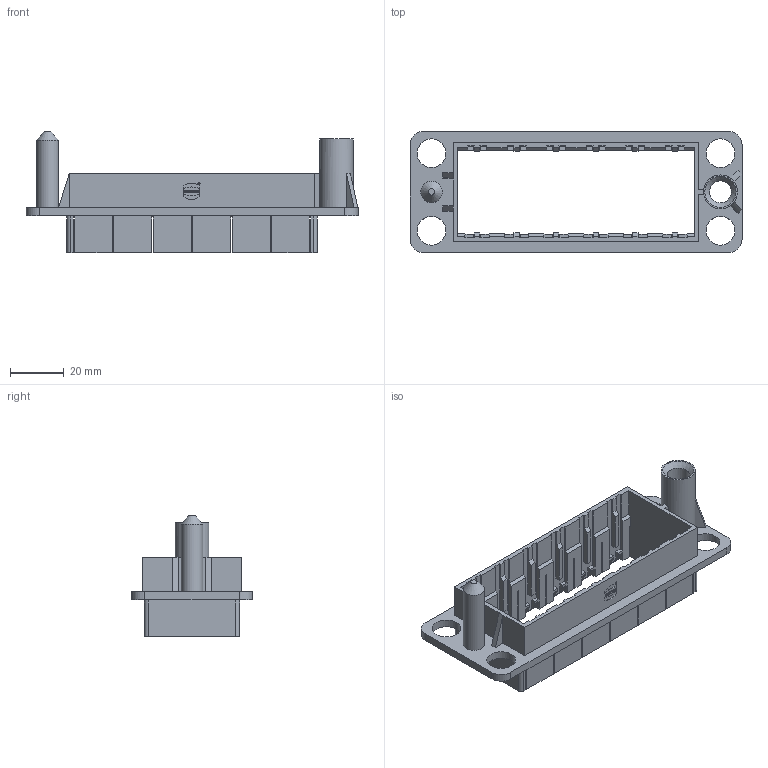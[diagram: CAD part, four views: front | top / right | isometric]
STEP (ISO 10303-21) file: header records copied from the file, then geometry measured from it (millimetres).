
FILE_DESCRIPTION(/* description */ (''),/* implementation_level */ '2;1');
FILE_NAME(/* name */ '100187454ugm000_c.stp',/* time_stamp */ '2019-12-11T14:16:27+01:00',/* author */ (''),/* organization */ (''),/* preprocessor_version */ 'ST-DEVELOPER v16.7',/* originating_system */ 'SIEMENS PLM Software NX 12.0',/* authorisation */ '');
FILE_SCHEMA (('AUTOMOTIVE_DESIGN { 1 0 10303 214 3 1 1 1 }'));
Length unit declared in the file: millimetre
Products named in the file (1): 100187454ugm000_c
Bounding box: 123.4 x 45 x 45.2 mm (x, y, z)
Volume: 21646.7 mm3; surface area: 24620.2 mm2
Topology: 1 solids, 1 shells, 450 faces, 1280 edges, 851 vertices
Faces by surface type: plane 409, cylinder 35, cone 4, extrusion 2
Full cylindrical faces by diameter (mm): 0.683 x1, 0.807 x1, 8 x1, 8.2 x1, 10.7 x4, 12.6 x1
Entity records: 17680 total; most frequent: CARTESIAN_POINT 2743, ORIENTED_EDGE 2532, DIRECTION 2235, EDGE_CURVE 1266, VECTOR 1179, LINE 1177, VERTEX_POINT 846, AXIS2_PLACEMENT_3D 528
